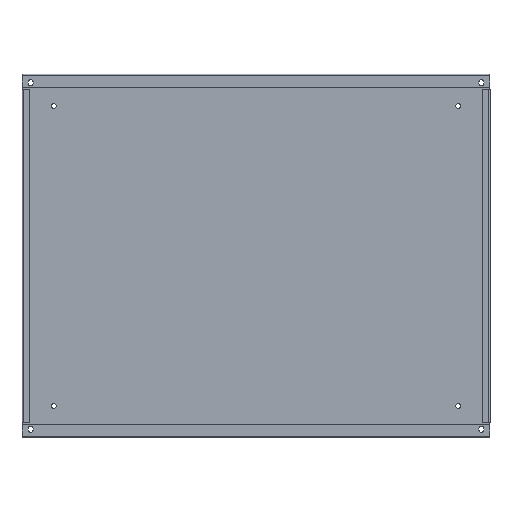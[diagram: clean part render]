
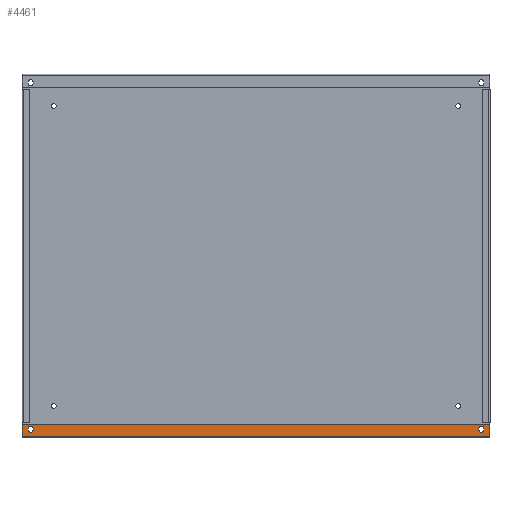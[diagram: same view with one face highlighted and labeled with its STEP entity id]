
A CAD part, top view. The second image highlights one B-rep face of the part: STEP entity #4461.
In plain terms, the highlighted planar face has unit normal (0, 0, 1).
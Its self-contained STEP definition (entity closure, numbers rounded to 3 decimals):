
#12 = DIRECTION ( 'NONE',  ( 1., 0., 0. ) ) ;
#13 = DIRECTION ( 'NONE',  ( 0., 0., -1. ) ) ;
#14 = CARTESIAN_POINT ( 'NONE',  ( -425., -325.5, 25. ) ) ;
#16 = DIRECTION ( 'NONE',  ( 0., 1., 0. ) ) ;
#17 = DIRECTION ( 'NONE',  ( 1., 0., 0. ) ) ;
#18 = DIRECTION ( 'NONE',  ( 0., 0., -1. ) ) ;
#19 = CARTESIAN_POINT ( 'NONE',  ( -425., -328.5, 25. ) ) ;
#20 = LINE ( 'NONE', #29, #4596 ) ;
#21 = LINE ( 'NONE', #22, #4580 ) ;
#22 = CARTESIAN_POINT ( 'NONE',  ( -420.5, 1192.588, 25. ) ) ;
#23 = DIRECTION ( 'NONE',  ( 0., -1., 0. ) ) ;
#24 = CARTESIAN_POINT ( 'NONE',  ( -441.5, -340.5, 25. ) ) ;
#25 = LINE ( 'NONE', #24, #4566 ) ;
#26 = DIRECTION ( 'NONE',  ( -1., 0., 0. ) ) ;
#27 = CARTESIAN_POINT ( 'NONE',  ( -441.5, -318., 25. ) ) ;
#28 = DIRECTION ( 'NONE',  ( 0., 1., 0. ) ) ;
#29 = CARTESIAN_POINT ( 'NONE',  ( -429.5, 1192.588, 25. ) ) ;
#30 = CARTESIAN_POINT ( 'NONE',  ( 441.5, -318., 25. ) ) ;
#31 = DIRECTION ( 'NONE',  ( -1., 0., 0. ) ) ;
#32 = CARTESIAN_POINT ( 'NONE',  ( -441.5, -340.49, 25. ) ) ;
#33 = DIRECTION ( 'NONE',  ( 0., 1., 0. ) ) ;
#34 = LINE ( 'NONE', #27, #4582 ) ;
#35 = DIRECTION ( 'NONE',  ( 1., 0., 0. ) ) ;
#36 = DIRECTION ( 'NONE',  ( 0., 0., 1. ) ) ;
#37 = CARTESIAN_POINT ( 'NONE',  ( 425., -328.5, 25. ) ) ;
#38 = LINE ( 'NONE', #42, #4599 ) ;
#39 = LINE ( 'NONE', #32, #4576 ) ;
#40 = LINE ( 'NONE', #30, #4578 ) ;
#41 = DIRECTION ( 'NONE',  ( 0., 1., 0. ) ) ;
#42 = CARTESIAN_POINT ( 'NONE',  ( 420.5, 1192.588, 25. ) ) ;
#43 = DIRECTION ( 'NONE',  ( 1., 0., 0. ) ) ;
#44 = DIRECTION ( 'NONE',  ( 0., 0., 1. ) ) ;
#45 = CARTESIAN_POINT ( 'NONE',  ( 425., -325.5, 25. ) ) ;
#46 = LINE ( 'NONE', #56, #2229 ) ;
#56 = CARTESIAN_POINT ( 'NONE',  ( 429.5, 1192.588, 25. ) ) ;
#432 = CARTESIAN_POINT ( 'NONE',  ( 441.5, -318., 25. ) ) ;
#447 = CARTESIAN_POINT ( 'NONE',  ( 420.5, -325.5, 25. ) ) ;
#556 = CARTESIAN_POINT ( 'NONE',  ( -420.5, -325.5, 25. ) ) ;
#933 = DIRECTION ( 'NONE',  ( 0., 0., -1. ) ) ;
#937 = FACE_OUTER_BOUND ( 'NONE', #1797, .T. ) ;
#946 = CARTESIAN_POINT ( 'NONE',  ( -441.5, -340.5, 25. ) ) ;
#947 = FACE_BOUND ( 'NONE', #1799, .T. ) ;
#951 = FACE_BOUND ( 'NONE', #1800, .T. ) ;
#953 = PLANE ( 'NONE',  #1499 ) ;
#957 = DIRECTION ( 'NONE',  ( -1., 0., 0. ) ) ;
#1499 = AXIS2_PLACEMENT_3D ( 'NONE', #946, #933, #957 ) ;
#1797 = EDGE_LOOP ( 'NONE', ( #3093, #3097, #2206, #3096 ) ) ;
#1799 = EDGE_LOOP ( 'NONE', ( #2197, #2216, #3079, #3095 ) ) ;
#1800 = EDGE_LOOP ( 'NONE', ( #2212, #2194, #2172, #3047 ) ) ;
#2172 = ORIENTED_EDGE ( 'NONE', *, *, #2610, .T. ) ;
#2194 = ORIENTED_EDGE ( 'NONE', *, *, #2609, .T. ) ;
#2197 = ORIENTED_EDGE ( 'NONE', *, *, #2600, .F. ) ;
#2206 = ORIENTED_EDGE ( 'NONE', *, *, #2606, .T. ) ;
#2212 = ORIENTED_EDGE ( 'NONE', *, *, #2608, .T. ) ;
#2216 = ORIENTED_EDGE ( 'NONE', *, *, #2601, .F. ) ;
#2228 = AXIS2_PLACEMENT_3D ( 'NONE', #45, #44, #43 ) ;
#2229 = VECTOR ( 'NONE', #41, 1000. ) ;
#2290 = CIRCLE ( 'NONE', #4595, 4.5 ) ;
#2361 = CIRCLE ( 'NONE', #2228, 4.5 ) ;
#2429 = CARTESIAN_POINT ( 'NONE',  ( -429.5, -325.5, 25. ) ) ;
#2600 = EDGE_CURVE ( 'NONE', #2849, #3003, #2361, .T. ) ;
#2601 = EDGE_CURVE ( 'NONE', #2921, #2849, #46, .T. ) ;
#2602 = EDGE_CURVE ( 'NONE', #2825, #2921, #2290, .T. ) ;
#2603 = EDGE_CURVE ( 'NONE', #2825, #3003, #38, .T. ) ;
#2604 = EDGE_CURVE ( 'NONE', #2902, #2913, #39, .T. ) ;
#2605 = EDGE_CURVE ( 'NONE', #2902, #2987, #40, .T. ) ;
#2606 = EDGE_CURVE ( 'NONE', #2987, #2920, #34, .T. ) ;
#2607 = EDGE_CURVE ( 'NONE', #2920, #2913, #25, .T. ) ;
#2608 = EDGE_CURVE ( 'NONE', #2778, #2880, #4564, .T. ) ;
#2609 = EDGE_CURVE ( 'NONE', #2880, #4159, #20, .T. ) ;
#2610 = EDGE_CURVE ( 'NONE', #4159, #4150, #4601, .T. ) ;
#2611 = EDGE_CURVE ( 'NONE', #2778, #4150, #21, .T. ) ;
#2778 = VERTEX_POINT ( 'NONE', #3255 ) ;
#2825 = VERTEX_POINT ( 'NONE', #3293 ) ;
#2849 = VERTEX_POINT ( 'NONE', #3305 ) ;
#2880 = VERTEX_POINT ( 'NONE', #3333 ) ;
#2902 = VERTEX_POINT ( 'NONE', #3359 ) ;
#2913 = VERTEX_POINT ( 'NONE', #3368 ) ;
#2920 = VERTEX_POINT ( 'NONE', #3374 ) ;
#2921 = VERTEX_POINT ( 'NONE', #3370 ) ;
#2987 = VERTEX_POINT ( 'NONE', #432 ) ;
#3003 = VERTEX_POINT ( 'NONE', #447 ) ;
#3047 = ORIENTED_EDGE ( 'NONE', *, *, #2611, .F. ) ;
#3079 = ORIENTED_EDGE ( 'NONE', *, *, #2602, .F. ) ;
#3093 = ORIENTED_EDGE ( 'NONE', *, *, #2604, .F. ) ;
#3095 = ORIENTED_EDGE ( 'NONE', *, *, #2603, .T. ) ;
#3096 = ORIENTED_EDGE ( 'NONE', *, *, #2607, .T. ) ;
#3097 = ORIENTED_EDGE ( 'NONE', *, *, #2605, .T. ) ;
#3255 = CARTESIAN_POINT ( 'NONE',  ( -420.5, -328.5, 25. ) ) ;
#3293 = CARTESIAN_POINT ( 'NONE',  ( 420.5, -328.5, 25. ) ) ;
#3305 = CARTESIAN_POINT ( 'NONE',  ( 429.5, -325.5, 25. ) ) ;
#3333 = CARTESIAN_POINT ( 'NONE',  ( -429.5, -328.5, 25. ) ) ;
#3359 = CARTESIAN_POINT ( 'NONE',  ( 441.5, -340.49, 25. ) ) ;
#3368 = CARTESIAN_POINT ( 'NONE',  ( -441.5, -340.49, 25. ) ) ;
#3370 = CARTESIAN_POINT ( 'NONE',  ( 429.5, -328.5, 25. ) ) ;
#3374 = CARTESIAN_POINT ( 'NONE',  ( -441.5, -318., 25. ) ) ;
#3955 = DIRECTION ( 'NONE',  ( 0., 1., 0. ) ) ;
#4150 = VERTEX_POINT ( 'NONE', #556 ) ;
#4159 = VERTEX_POINT ( 'NONE', #2429 ) ;
#4461 = ADVANCED_FACE ( 'NONE', ( #947, #937, #951 ), #953, .F. ) ;
#4564 = CIRCLE ( 'NONE', #4565, 4.5 ) ;
#4565 = AXIS2_PLACEMENT_3D ( 'NONE', #19, #18, #17 ) ;
#4566 = VECTOR ( 'NONE', #23, 1000. ) ;
#4576 = VECTOR ( 'NONE', #31, 1000. ) ;
#4578 = VECTOR ( 'NONE', #28, 1000. ) ;
#4580 = VECTOR ( 'NONE', #3955, 1000. ) ;
#4582 = VECTOR ( 'NONE', #26, 1000. ) ;
#4589 = AXIS2_PLACEMENT_3D ( 'NONE', #14, #13, #12 ) ;
#4595 = AXIS2_PLACEMENT_3D ( 'NONE', #37, #36, #35 ) ;
#4596 = VECTOR ( 'NONE', #16, 1000. ) ;
#4599 = VECTOR ( 'NONE', #33, 1000. ) ;
#4601 = CIRCLE ( 'NONE', #4589, 4.5 ) ;
